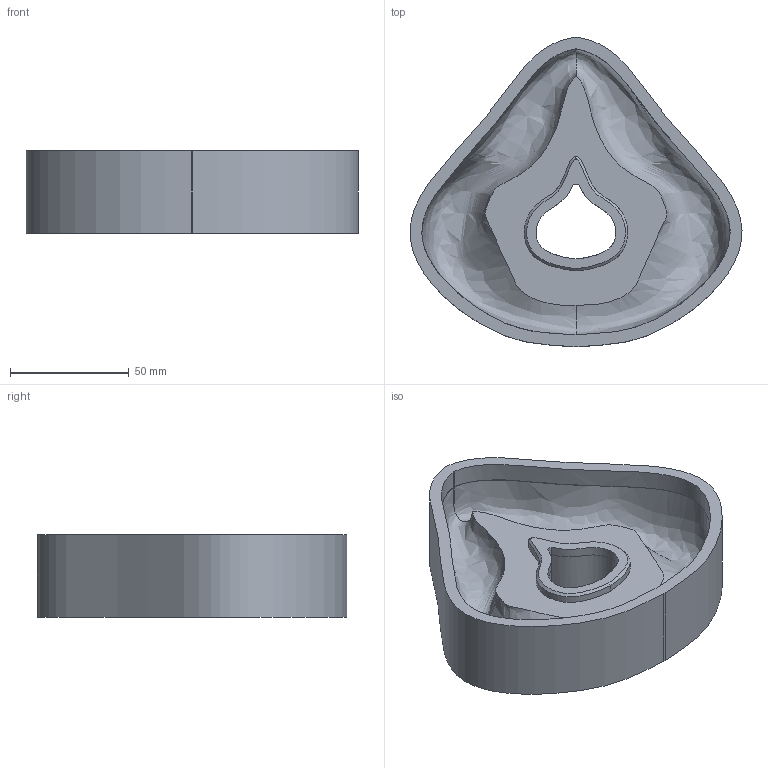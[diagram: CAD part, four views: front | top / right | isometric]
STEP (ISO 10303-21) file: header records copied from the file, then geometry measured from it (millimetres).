
FILE_DESCRIPTION(/* description */ (''),/* implementation_level */ '2;1');
FILE_NAME(/* name */ '5f18870fbbdcfa14e40d3bee',/* time_stamp */ '2020-07-22T18:35:59+00:00',/* author */ (''),/* organization */ (''),/* preprocessor_version */ 'ST-DEVELOPER v16.7',/* originating_system */ $,/* authorisation */ $);
FILE_SCHEMA (('AUTOMOTIVE_DESIGN {1 0 10303 214 3 1 1}'));
Length unit declared in the file: metre
Products named in the file (1): Mould part 1
Bounding box: 140.05 x 130.58 x 35 mm (x, y, z)
Volume: 217750.7 mm3; surface area: 49835.7 mm2
Topology: 1 solids, 1 shells, 55 faces, 142 edges, 89 vertices
Faces by surface type: plane 38, bspline 16, cylinder 1
Entity records: 7544 total; most frequent: CARTESIAN_POINT 6458, ORIENTED_EDGE 284, EDGE_CURVE 142, B_SPLINE_CURVE_WITH_KNOTS 120, DIRECTION 105, VERTEX_POINT 89, EDGE_LOOP 59, FACE_BOUND 59
